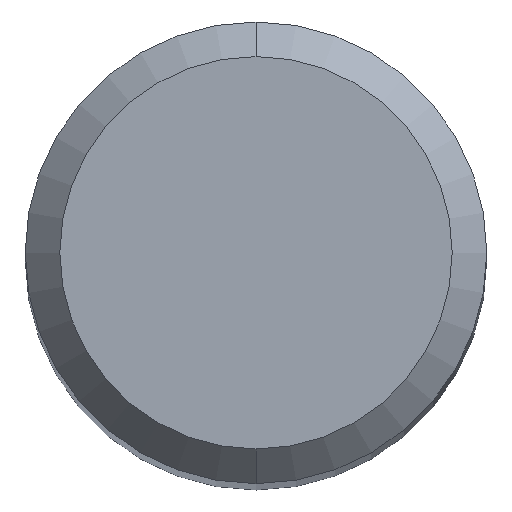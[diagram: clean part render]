
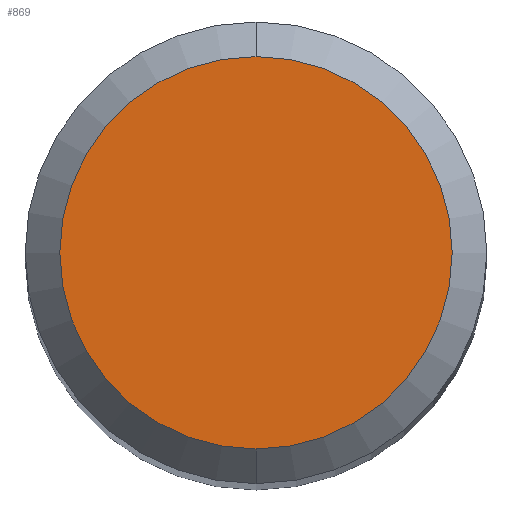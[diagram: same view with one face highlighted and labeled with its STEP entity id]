
A CAD part, top view. The second image highlights one B-rep face of the part: STEP entity #869.
In plain terms, the highlighted planar face has unit normal (0, 0, 1).
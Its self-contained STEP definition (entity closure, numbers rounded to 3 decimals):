
#573=EDGE_CURVE('',#911,#587,#1280,.T.);
#587=VERTEX_POINT('',#1294);
#869=ADVANCED_FACE('',(#1600),#1601,.T.);
#911=VERTEX_POINT('',#1653);
#933=EDGE_CURVE('',#587,#911,#1676,.T.);
#1280=CIRCLE('',#2506,1.7);
#1294=CARTESIAN_POINT('',(0.,-1.7,0.0));
#1600=FACE_OUTER_BOUND('',#3612,.T.);
#1601=PLANE('',#3613);
#1653=CARTESIAN_POINT('',(0.0,1.7,0.0));
#1676=CIRCLE('',#4120,1.7);
#2506=AXIS2_PLACEMENT_3D('',#4635,#4636,#4637);
#3612=EDGE_LOOP('',(#4974,#4975));
#3613=AXIS2_PLACEMENT_3D('',#4976,#4977,#4978);
#4120=AXIS2_PLACEMENT_3D('',#5097,#5098,#5099);
#4635=CARTESIAN_POINT('',(0.0,0.0,0.0));
#4636=DIRECTION('',(0.0,0.0,-1.0));
#4637=DIRECTION('',(0.0,1.0,0.0));
#4974=ORIENTED_EDGE('',*,*,#573,.F.);
#4975=ORIENTED_EDGE('',*,*,#933,.F.);
#4976=CARTESIAN_POINT('',(0.0,0.85,0.0));
#4977=DIRECTION('',(-0.0,0.0,1.0));
#4978=DIRECTION('',(0.0,-1.0,0.0));
#5097=CARTESIAN_POINT('',(0.0,0.0,0.0));
#5098=DIRECTION('',(0.0,0.0,-1.0));
#5099=DIRECTION('',(0.0,1.0,0.0));
